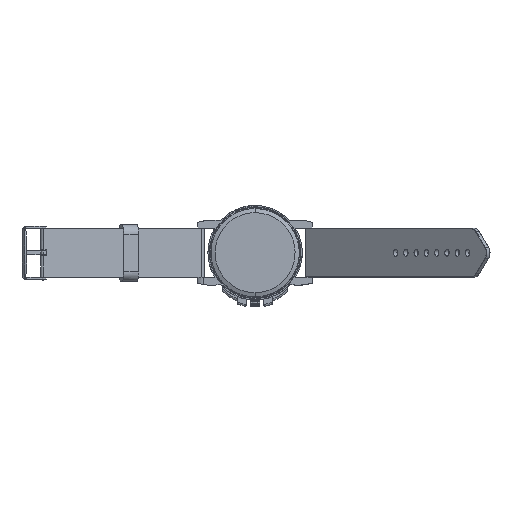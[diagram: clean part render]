
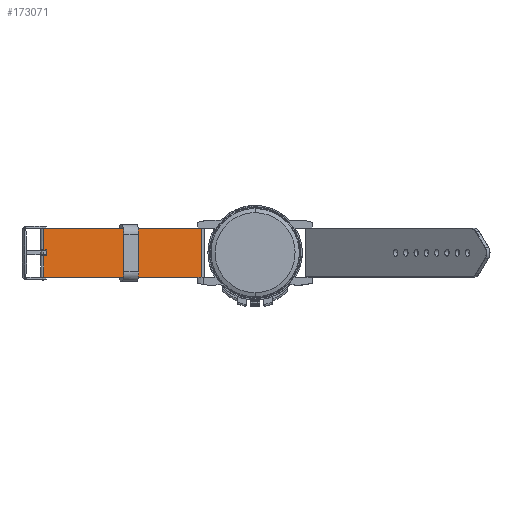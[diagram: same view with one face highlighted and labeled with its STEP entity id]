
A CAD part, front view. The second image highlights one B-rep face of the part: STEP entity #173071.
In plain terms, the highlighted free-form (B-spline) face has degree [1, 1] with [2, 2] control points.
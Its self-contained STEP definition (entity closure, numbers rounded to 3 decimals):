
#173071 = ADVANCED_FACE('',(#173072),#173130,.T.);
#173072 = FACE_BOUND('',#173073,.T.);
#173073 = EDGE_LOOP('',(#173074,#173083,#173090,#173097,#173104,#173111,
    #173118,#173125));
#173074 = ORIENTED_EDGE('',*,*,#173075,.T.);
#173075 = EDGE_CURVE('',#173076,#173078,#173080,.T.);
#173076 = VERTEX_POINT('',#173077);
#173077 = CARTESIAN_POINT('',(-112.915,18.894,
    44.036));
#173078 = VERTEX_POINT('',#173079);
#173079 = CARTESIAN_POINT('',(-27.626,33.721,
    44.036));
#173080 = B_SPLINE_CURVE_WITH_KNOTS('',1,(#173081,#173082),
  .UNSPECIFIED.,.F.,.F.,(2,2),(1.5,86.5),.PIECEWISE_BEZIER_KNOTS.);
#173081 = CARTESIAN_POINT('',(-112.915,18.894,
    44.036));
#173082 = CARTESIAN_POINT('',(-27.626,33.721,
    44.036));
#173083 = ORIENTED_EDGE('',*,*,#173084,.T.);
#173084 = EDGE_CURVE('',#173078,#173085,#173087,.T.);
#173085 = VERTEX_POINT('',#173086);
#173086 = CARTESIAN_POINT('',(-27.626,33.721,
    70.516));
#173087 = B_SPLINE_CURVE_WITH_KNOTS('',1,(#173088,#173089),
  .UNSPECIFIED.,.F.,.F.,(2,2),(-26.,0.),.PIECEWISE_BEZIER_KNOTS.);
#173088 = CARTESIAN_POINT('',(-27.626,33.721,
    44.036));
#173089 = CARTESIAN_POINT('',(-27.626,33.721,
    70.516));
#173090 = ORIENTED_EDGE('',*,*,#173091,.T.);
#173091 = EDGE_CURVE('',#173085,#173092,#173094,.T.);
#173092 = VERTEX_POINT('',#173093);
#173093 = CARTESIAN_POINT('',(-112.915,18.894,
    70.516));
#173094 = B_SPLINE_CURVE_WITH_KNOTS('',1,(#173095,#173096),
  .UNSPECIFIED.,.F.,.F.,(2,2),(-86.5,-1.5),.PIECEWISE_BEZIER_KNOTS.);
#173095 = CARTESIAN_POINT('',(-27.626,33.721,
    70.516));
#173096 = CARTESIAN_POINT('',(-112.915,18.894,
    70.516));
#173097 = ORIENTED_EDGE('',*,*,#173098,.T.);
#173098 = EDGE_CURVE('',#173092,#173099,#173101,.T.);
#173099 = VERTEX_POINT('',#173100);
#173100 = CARTESIAN_POINT('',(-112.915,18.894,
    58.804));
#173101 = B_SPLINE_CURVE_WITH_KNOTS('',1,(#173102,#173103),
  .UNSPECIFIED.,.F.,.F.,(2,2),(-26.,-14.5),.PIECEWISE_BEZIER_KNOTS.);
#173102 = CARTESIAN_POINT('',(-112.915,18.894,
    70.516));
#173103 = CARTESIAN_POINT('',(-112.915,18.894,
    58.804));
#173104 = ORIENTED_EDGE('',*,*,#173105,.F.);
#173105 = EDGE_CURVE('',#173106,#173099,#173108,.T.);
#173106 = VERTEX_POINT('',#173107);
#173107 = CARTESIAN_POINT('',(-111.409,19.155,
    58.804));
#173108 = B_SPLINE_CURVE_WITH_KNOTS('',1,(#173109,#173110),
  .UNSPECIFIED.,.F.,.F.,(2,2),(41.,42.5),.PIECEWISE_BEZIER_KNOTS.);
#173109 = CARTESIAN_POINT('',(-111.409,19.155,
    58.804));
#173110 = CARTESIAN_POINT('',(-112.915,18.894,
    58.804));
#173111 = ORIENTED_EDGE('',*,*,#173112,.T.);
#173112 = EDGE_CURVE('',#173106,#173113,#173115,.T.);
#173113 = VERTEX_POINT('',#173114);
#173114 = CARTESIAN_POINT('',(-111.409,19.155,
    55.748));
#173115 = B_SPLINE_CURVE_WITH_KNOTS('',1,(#173116,#173117),
  .UNSPECIFIED.,.F.,.F.,(2,2),(-1.5,1.5),.PIECEWISE_BEZIER_KNOTS.);
#173116 = CARTESIAN_POINT('',(-111.409,19.155,
    58.804));
#173117 = CARTESIAN_POINT('',(-111.409,19.155,
    55.748));
#173118 = ORIENTED_EDGE('',*,*,#173119,.T.);
#173119 = EDGE_CURVE('',#173113,#173120,#173122,.T.);
#173120 = VERTEX_POINT('',#173121);
#173121 = CARTESIAN_POINT('',(-112.915,18.894,
    55.748));
#173122 = B_SPLINE_CURVE_WITH_KNOTS('',1,(#173123,#173124),
  .UNSPECIFIED.,.F.,.F.,(2,2),(41.,42.5),.PIECEWISE_BEZIER_KNOTS.);
#173123 = CARTESIAN_POINT('',(-111.409,19.155,
    55.748));
#173124 = CARTESIAN_POINT('',(-112.915,18.894,
    55.748));
#173125 = ORIENTED_EDGE('',*,*,#173126,.T.);
#173126 = EDGE_CURVE('',#173120,#173076,#173127,.T.);
#173127 = B_SPLINE_CURVE_WITH_KNOTS('',1,(#173128,#173129),
  .UNSPECIFIED.,.F.,.F.,(2,2),(-11.5,0.),.PIECEWISE_BEZIER_KNOTS.);
#173128 = CARTESIAN_POINT('',(-112.915,18.894,
    55.748));
#173129 = CARTESIAN_POINT('',(-112.915,18.894,
    44.036));
#173130 = B_SPLINE_SURFACE_WITH_KNOTS('',1,1,(
    (#173131,#173132)
    ,(#173133,#173134
    )),.UNSPECIFIED.,.F.,.F.,.F.,(2,2),(2,2),(-42.5,42.5),(-13.,13.),
  .PIECEWISE_BEZIER_KNOTS.);
#173131 = CARTESIAN_POINT('',(-112.915,18.894,
    44.036));
#173132 = CARTESIAN_POINT('',(-112.915,18.894,
    70.516));
#173133 = CARTESIAN_POINT('',(-27.626,33.721,
    44.036));
#173134 = CARTESIAN_POINT('',(-27.626,33.721,
    70.516));
